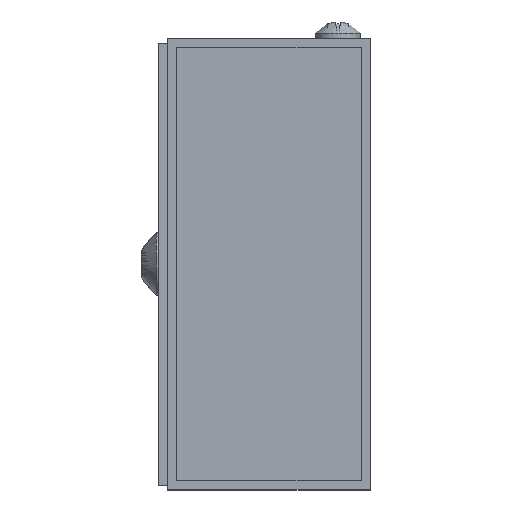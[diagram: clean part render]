
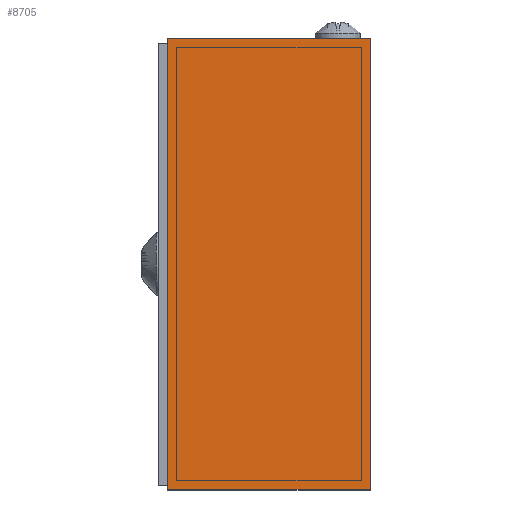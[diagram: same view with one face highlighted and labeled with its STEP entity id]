
A CAD part, left-side view. The second image highlights one B-rep face of the part: STEP entity #8705.
In plain terms, the highlighted planar face has unit normal (-1, 0, 0).
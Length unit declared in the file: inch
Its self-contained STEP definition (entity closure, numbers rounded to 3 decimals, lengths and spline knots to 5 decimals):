
#39 = CARTESIAN_POINT ( 'NONE',  ( -11.77165, 9.23228, -1.9685 ) ) ;
#578 = ORIENTED_EDGE ( 'NONE', *, *, #4946, .F. ) ;
#722 = VECTOR ( 'NONE', #3117, 39.37008 ) ;
#1480 = CARTESIAN_POINT ( 'NONE',  ( -11.77165, 7.46063, -1.9685 ) ) ;
#1601 = ORIENTED_EDGE ( 'NONE', *, *, #9319, .T. ) ;
#1876 = CARTESIAN_POINT ( 'NONE',  ( -11.77165, 7.46063, 1.9685 ) ) ;
#1933 = DIRECTION ( 'NONE',  ( -1., 0., 0. ) ) ;
#1941 = LINE ( 'NONE', #3059, #722 ) ;
#2827 = VERTEX_POINT ( 'NONE', #4891 ) ;
#3059 = CARTESIAN_POINT ( 'NONE',  ( -11.77165, 9.23228, 0. ) ) ;
#3107 = ORIENTED_EDGE ( 'NONE', *, *, #10205, .T. ) ;
#3117 = DIRECTION ( 'NONE',  ( 0., 0., -1. ) ) ;
#4471 = DIRECTION ( 'NONE',  ( 0., 0., 1. ) ) ;
#4519 = VECTOR ( 'NONE', #8151, 39.37008 ) ;
#4891 = CARTESIAN_POINT ( 'NONE',  ( -11.77165, 9.23228, 1.9685 ) ) ;
#4946 = EDGE_CURVE ( 'NONE', #2827, #9468, #10830, .T. ) ;
#5171 = ORIENTED_EDGE ( 'NONE', *, *, #8003, .T. ) ;
#5943 = VECTOR ( 'NONE', #4471, 39.37008 ) ;
#6622 = DIRECTION ( 'NONE',  ( 0., 1., 0. ) ) ;
#7559 = LINE ( 'NONE', #1480, #4519 ) ;
#7946 = CARTESIAN_POINT ( 'NONE',  ( -11.77165, 7.46063, 1.9685 ) ) ;
#8003 = EDGE_CURVE ( 'NONE', #8795, #9468, #10217, .T. ) ;
#8151 = DIRECTION ( 'NONE',  ( 0., -1., 0. ) ) ;
#8331 = CARTESIAN_POINT ( 'NONE',  ( -11.77165, 7.46063, 0. ) ) ;
#8575 = AXIS2_PLACEMENT_3D ( 'NONE', #10480, #1933, #6622 ) ;
#8614 = FACE_OUTER_BOUND ( 'NONE', #9834, .T. ) ;
#8705 = ADVANCED_FACE ( 'NONE', ( #8614 ), #12372, .T. ) ;
#8795 = VERTEX_POINT ( 'NONE', #9038 ) ;
#9038 = CARTESIAN_POINT ( 'NONE',  ( -11.77165, 7.46063, -1.9685 ) ) ;
#9319 = EDGE_CURVE ( 'NONE', #2827, #9913, #1941, .T. ) ;
#9468 = VERTEX_POINT ( 'NONE', #1876 ) ;
#9834 = EDGE_LOOP ( 'NONE', ( #5171, #578, #1601, #3107 ) ) ;
#9913 = VERTEX_POINT ( 'NONE', #39 ) ;
#10205 = EDGE_CURVE ( 'NONE', #9913, #8795, #7559, .T. ) ;
#10217 = LINE ( 'NONE', #8331, #5943 ) ;
#10480 = CARTESIAN_POINT ( 'NONE',  ( -11.77165, 7.46063, 0. ) ) ;
#10830 = LINE ( 'NONE', #7946, #11760 ) ;
#11760 = VECTOR ( 'NONE', #11837, 39.37008 ) ;
#11837 = DIRECTION ( 'NONE',  ( 0., -1., 0. ) ) ;
#12372 = PLANE ( 'NONE',  #8575 ) ;
